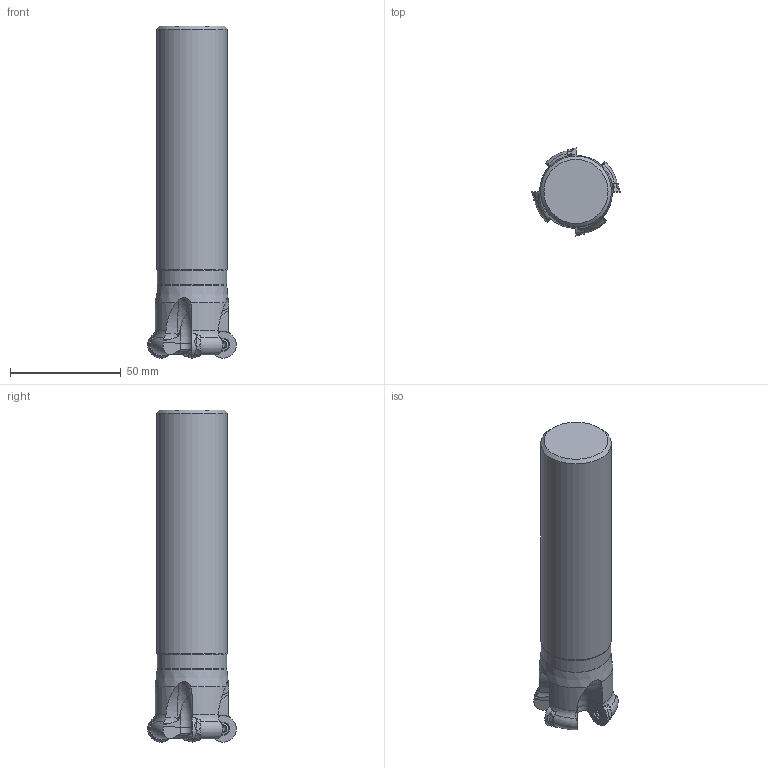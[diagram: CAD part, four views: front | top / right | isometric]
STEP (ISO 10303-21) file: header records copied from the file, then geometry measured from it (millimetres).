
FILE_DESCRIPTION(/* description */ (''),/* implementation_level */ '2;1');
FILE_NAME(/* name */ 'toolassembly_1.stp',/* time_stamp */ '2018-10-04T14:16:49+02:00',/* author */ (''),/* organization */ ('SMS'),/* preprocessor_version */ 'ST-DEVELOPER v15',/* originating_system */ 'SIEMENS PLM Software NX 8.5',/* authorisation */ '');
FILE_SCHEMA (('AUTOMOTIVE_DESIGN { 1 0 10303 214 3 1 1 1 }'));
Length unit declared in the file: millimetre
Products named in the file (4): ASSEMBLY_CONSTRUCTION; CUT_20181004141603; NOCUT_20181004141558; TOOLASSEMBLY_1
Assembly tree (6 placements, depth 2):
  TOOLASSEMBLY_1
    NOCUT_20181004141558
    CUT_20181004141603  x4
    ASSEMBLY_CONSTRUCTION
Bounding box: 39.95 x 39.95 x 149.98 mm (x, y, z)
Volume: 114352.6 mm3; surface area: 18984.5 mm2
Topology: 5 solids, 5 shells, 348 faces, 919 edges, 600 vertices
Faces by surface type: plane 162, cone 62, extrusion 48, torus 34, cylinder 30, bspline 8, sphere 4
Full cylindrical faces by diameter (mm): 3.5 x4, 4.1 x4, 5.25 x4, 31.488 x1, 31.988 x1
Entity records: 11705 total; most frequent: CARTESIAN_POINT 4637, ORIENTED_EDGE 1446, DIRECTION 1378, EDGE_CURVE 723, AXIS2_PLACEMENT_3D 565, VERTEX_POINT 479, EDGE_LOOP 338, ADVANCED_FACE 294
